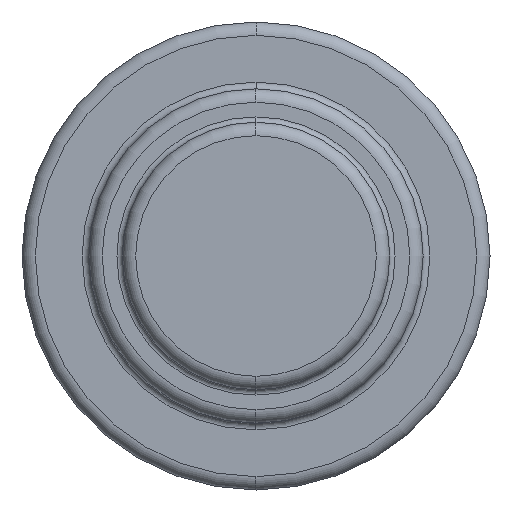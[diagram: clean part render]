
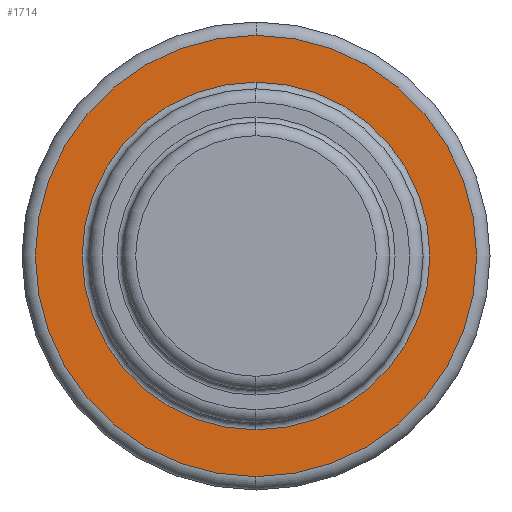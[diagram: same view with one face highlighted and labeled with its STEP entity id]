
A CAD part, left-side view. The second image highlights one B-rep face of the part: STEP entity #1714.
In plain terms, the highlighted planar face has unit normal (-1, 0, 0).
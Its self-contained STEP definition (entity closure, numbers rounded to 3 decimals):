
#54 = FACE_OUTER_BOUND ( 'NONE', #612, .T. ) ;
#187 = CARTESIAN_POINT ( 'NONE',  ( -140., 0., 0. ) ) ;
#207 = FACE_BOUND ( 'NONE', #300, .T. ) ;
#280 = CARTESIAN_POINT ( 'NONE',  ( -140., 0., 13. ) ) ;
#293 = DIRECTION ( 'NONE',  ( 0., 0., 1. ) ) ;
#300 = EDGE_LOOP ( 'NONE', ( #1315, #1023 ) ) ;
#341 = CIRCLE ( 'NONE', #1354, 16.5 ) ;
#347 = DIRECTION ( 'NONE',  ( -1., 0., 0. ) ) ;
#421 = CARTESIAN_POINT ( 'NONE',  ( -140., 0., 16.5 ) ) ;
#427 = DIRECTION ( 'NONE',  ( 1., 0., 0. ) ) ;
#545 = AXIS2_PLACEMENT_3D ( 'NONE', #187, #347, #1710 ) ;
#549 = CIRCLE ( 'NONE', #1035, 13. ) ;
#612 = EDGE_LOOP ( 'NONE', ( #1036, #866 ) ) ;
#670 = VERTEX_POINT ( 'NONE', #421 ) ;
#678 = CARTESIAN_POINT ( 'NONE',  ( -140., 0., 0. ) ) ;
#744 = VERTEX_POINT ( 'NONE', #1388 ) ;
#769 = AXIS2_PLACEMENT_3D ( 'NONE', #1616, #1032, #1203 ) ;
#770 = VERTEX_POINT ( 'NONE', #1264 ) ;
#820 = CARTESIAN_POINT ( 'NONE',  ( -140., 0., 0. ) ) ;
#843 = DIRECTION ( 'NONE',  ( -1., 0., 0. ) ) ;
#864 = EDGE_CURVE ( 'NONE', #1247, #770, #1144, .T. ) ;
#866 = ORIENTED_EDGE ( 'NONE', *, *, #1150, .T. ) ;
#966 = CARTESIAN_POINT ( 'NONE',  ( -140., 0., 0. ) ) ;
#1023 = ORIENTED_EDGE ( 'NONE', *, *, #1228, .T. ) ;
#1032 = DIRECTION ( 'NONE',  ( 1., 0., 0. ) ) ;
#1035 = AXIS2_PLACEMENT_3D ( 'NONE', #966, #427, #293 ) ;
#1036 = ORIENTED_EDGE ( 'NONE', *, *, #1632, .T. ) ;
#1108 = DIRECTION ( 'NONE',  ( -1., 0., 0. ) ) ;
#1144 = CIRCLE ( 'NONE', #769, 13. ) ;
#1150 = EDGE_CURVE ( 'NONE', #744, #670, #341, .T. ) ;
#1203 = DIRECTION ( 'NONE',  ( 0., 0., 1. ) ) ;
#1228 = EDGE_CURVE ( 'NONE', #770, #1247, #549, .T. ) ;
#1247 = VERTEX_POINT ( 'NONE', #280 ) ;
#1259 = CIRCLE ( 'NONE', #1526, 16.5 ) ;
#1264 = CARTESIAN_POINT ( 'NONE',  ( -140., 0., -13. ) ) ;
#1315 = ORIENTED_EDGE ( 'NONE', *, *, #864, .T. ) ;
#1354 = AXIS2_PLACEMENT_3D ( 'NONE', #820, #843, #1780 ) ;
#1388 = CARTESIAN_POINT ( 'NONE',  ( -140., 0., -16.5 ) ) ;
#1440 = PLANE ( 'NONE',  #545 ) ;
#1526 = AXIS2_PLACEMENT_3D ( 'NONE', #678, #1108, #1637 ) ;
#1616 = CARTESIAN_POINT ( 'NONE',  ( -140., 0., 0. ) ) ;
#1632 = EDGE_CURVE ( 'NONE', #670, #744, #1259, .T. ) ;
#1637 = DIRECTION ( 'NONE',  ( 0., 0., 1. ) ) ;
#1710 = DIRECTION ( 'NONE',  ( 0., 0., 1. ) ) ;
#1714 = ADVANCED_FACE ( 'NONE', ( #54, #207 ), #1440, .T. ) ;
#1780 = DIRECTION ( 'NONE',  ( 0., 0., 1. ) ) ;
